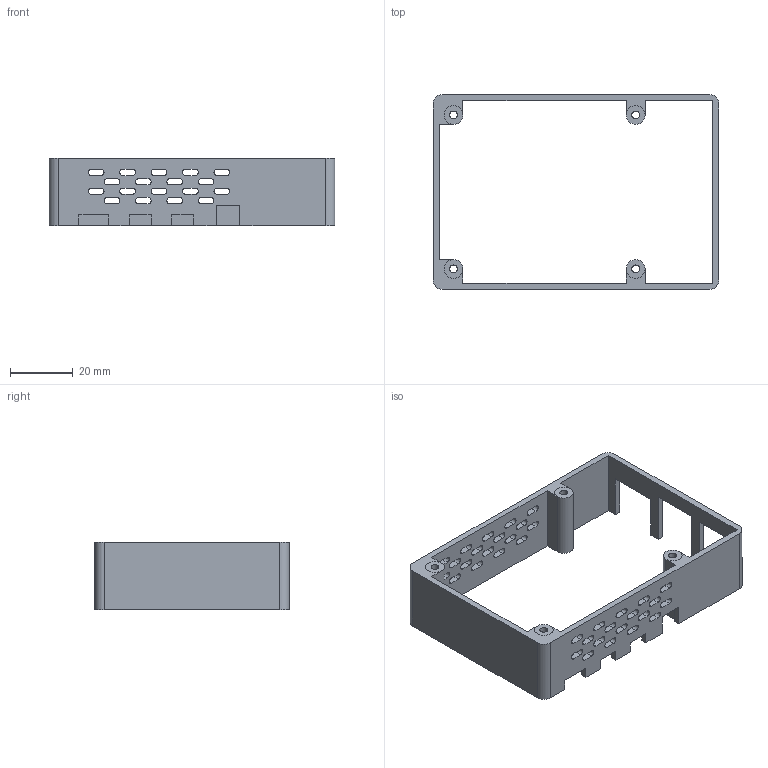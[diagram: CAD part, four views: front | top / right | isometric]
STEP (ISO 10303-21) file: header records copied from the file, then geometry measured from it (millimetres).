
FILE_DESCRIPTION (( 'STEP AP214' ), '1' );
FILE_NAME ('樹梅 Pi 中框v3.STEP', '2025-07-29T10:58:21', ( '' ), ( '' ), 'SwSTEP 2.0', 'SolidWorks 2019', '' );
FILE_SCHEMA (( 'AUTOMOTIVE_DESIGN' ));
Length unit declared in the file: millimetre
Products named in the file (1): 樹梅 Pi 中框v3
Bounding box: 91 x 62 x 21.5 mm (x, y, z)
Volume: 14019.1 mm3; surface area: 16230.2 mm2
Topology: 5 solids, 5 shells, 222 faces, 639 edges, 426 vertices
Faces by surface type: plane 126, cylinder 96
Entity records: 7549 total; most frequent: CARTESIAN_POINT 1288, ORIENTED_EDGE 1278, DIRECTION 1277, EDGE_CURVE 639, VECTOR 447, LINE 447, VERTEX_POINT 426, AXIS2_PLACEMENT_3D 415
